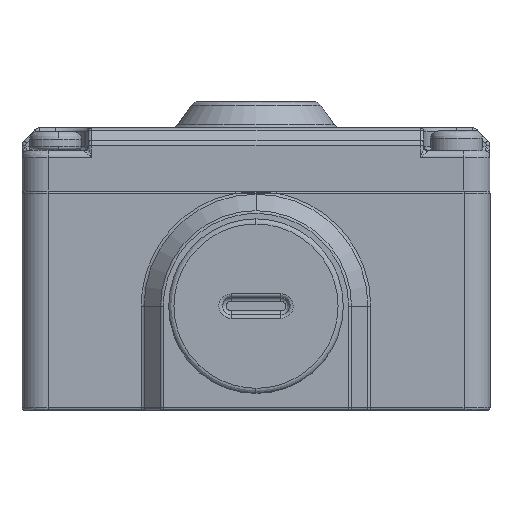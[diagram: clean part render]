
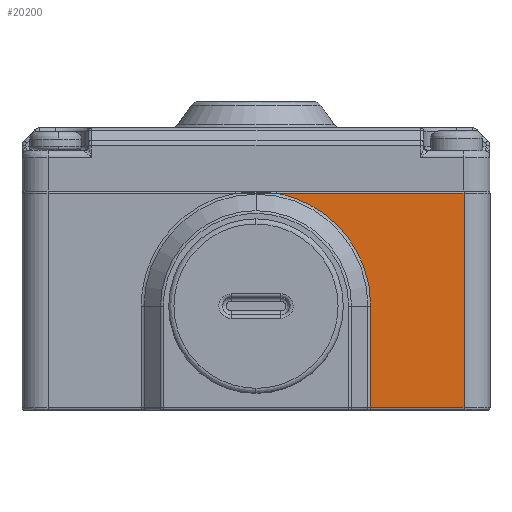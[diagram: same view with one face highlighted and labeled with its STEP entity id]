
A CAD part, front view. The second image highlights one B-rep face of the part: STEP entity #20200.
In plain terms, the highlighted planar face has unit normal (0, -1, 0).
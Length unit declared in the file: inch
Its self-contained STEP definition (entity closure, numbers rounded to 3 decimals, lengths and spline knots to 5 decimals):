
#4537 = VERTEX_POINT ( 'NONE', #29003 ) ;
#4578 = EDGE_LOOP ( 'NONE', ( #97748, #27196, #95480, #49363, #59526 ) ) ;
#8327 = CARTESIAN_POINT ( 'NONE',  ( 0.60829, -4.09449, 0.8585 ) ) ;
#8756 = CARTESIAN_POINT ( 'NONE',  ( -1.24016, -4.09449, 0.01181 ) ) ;
#9828 = CARTESIAN_POINT ( 'NONE',  ( 0.41142, -4.09449, 1.0945 ) ) ;
#15601 =( BOUNDED_CURVE ( )  B_SPLINE_CURVE ( 3, ( #26275, #8327, #9828, #25886 ),
 .UNSPECIFIED., .F., .F. ) 
 B_SPLINE_CURVE_WITH_KNOTS ( ( 4, 4 ),
 ( 0., 1. ),
 .UNSPECIFIED. ) 
 CURVE ( )  GEOMETRIC_REPRESENTATION_ITEM ( )  RATIONAL_B_SPLINE_CURVE ( ( 1., 0.845, 0.845, 1. ) ) 
 REPRESENTATION_ITEM ( '' )  );
#16401 = DIRECTION ( 'NONE',  ( -1., 0., 0. ) ) ;
#17419 = VERTEX_POINT ( 'NONE', #45953 ) ;
#20200 = ADVANCED_FACE ( 'NONE', ( #110887 ), #80784, .F. ) ;
#21751 = LINE ( 'NONE', #111170, #35291 ) ;
#25886 = CARTESIAN_POINT ( 'NONE',  ( 0.10908, -4.09449, 1.14961 ) ) ;
#26275 = CARTESIAN_POINT ( 'NONE',  ( 0.60829, -4.09449, 0.55118 ) ) ;
#27196 = ORIENTED_EDGE ( 'NONE', *, *, #43098, .F. ) ;
#29003 = CARTESIAN_POINT ( 'NONE',  ( 1.10236, -4.09449, 0.01181 ) ) ;
#33813 = DIRECTION ( 'NONE',  ( 0., 0., -1. ) ) ;
#35291 = VECTOR ( 'NONE', #83395, 39.37008 ) ;
#43098 = EDGE_CURVE ( 'NONE', #96586, #4537, #54380, .T. ) ;
#45953 = CARTESIAN_POINT ( 'NONE',  ( 0.60829, -4.09449, 0.55118 ) ) ;
#49363 = ORIENTED_EDGE ( 'NONE', *, *, #51488, .F. ) ;
#50934 = CARTESIAN_POINT ( 'NONE',  ( 1.10236, -4.09449, 1.16142 ) ) ;
#51488 = EDGE_CURVE ( 'NONE', #17419, #88096, #15601, .T. ) ;
#54137 = CARTESIAN_POINT ( 'NONE',  ( 0.10908, -4.09449, 1.14961 ) ) ;
#54380 = LINE ( 'NONE', #50934, #91163 ) ;
#55892 = CARTESIAN_POINT ( 'NONE',  ( 0.60829, -4.09449, 0.01181 ) ) ;
#57639 = LINE ( 'NONE', #8756, #112163 ) ;
#59526 = ORIENTED_EDGE ( 'NONE', *, *, #110620, .F. ) ;
#65811 = CARTESIAN_POINT ( 'NONE',  ( 1.10236, -4.09449, 1.14961 ) ) ;
#66248 = CARTESIAN_POINT ( 'NONE',  ( -1.24016, -4.09449, 1.14961 ) ) ;
#74054 = VECTOR ( 'NONE', #83779, 39.37008 ) ;
#80397 = DIRECTION ( 'NONE',  ( -1., 0., 0. ) ) ;
#80784 = PLANE ( 'NONE',  #87096 ) ;
#83395 = DIRECTION ( 'NONE',  ( 0., 0., 1. ) ) ;
#83779 = DIRECTION ( 'NONE',  ( 1., 0., 0. ) ) ;
#87085 = EDGE_CURVE ( 'NONE', #88096, #96586, #94546, .T. ) ;
#87096 = AXIS2_PLACEMENT_3D ( 'NONE', #99405, #108146, #80397 ) ;
#88096 = VERTEX_POINT ( 'NONE', #54137 ) ;
#91163 = VECTOR ( 'NONE', #33813, 39.37008 ) ;
#94546 = LINE ( 'NONE', #66248, #74054 ) ;
#95480 = ORIENTED_EDGE ( 'NONE', *, *, #87085, .F. ) ;
#96586 = VERTEX_POINT ( 'NONE', #65811 ) ;
#97748 = ORIENTED_EDGE ( 'NONE', *, *, #97875, .F. ) ;
#97875 = EDGE_CURVE ( 'NONE', #4537, #98179, #57639, .T. ) ;
#98179 = VERTEX_POINT ( 'NONE', #55892 ) ;
#99405 = CARTESIAN_POINT ( 'NONE',  ( -1.24016, -4.09449, 1.16142 ) ) ;
#108146 = DIRECTION ( 'NONE',  ( 0., 1., 0. ) ) ;
#110620 = EDGE_CURVE ( 'NONE', #98179, #17419, #21751, .T. ) ;
#110887 = FACE_OUTER_BOUND ( 'NONE', #4578, .T. ) ;
#111170 = CARTESIAN_POINT ( 'NONE',  ( 0.60829, -4.09449, 1.16142 ) ) ;
#112163 = VECTOR ( 'NONE', #16401, 39.37008 ) ;
